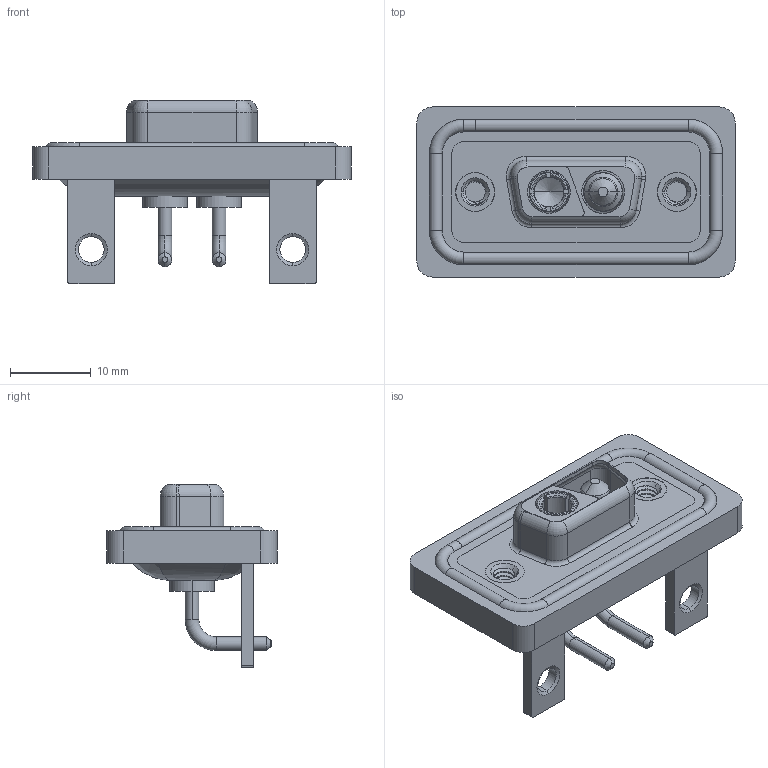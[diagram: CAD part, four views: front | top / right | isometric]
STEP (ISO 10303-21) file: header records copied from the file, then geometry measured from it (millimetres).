
FILE_DESCRIPTION (( 'STEP AP203' ), '1' );
FILE_NAME ('630W2WK2340-1NC.STEP', '2024-04-11T21:27:44', ( '' ), ( '' ), 'SwSTEP 2.0', 'SolidWorks 2023', '' );
FILE_SCHEMA (( 'CONFIG_CONTROL_DESIGN' ));
Length unit declared in the file: millimetre
Products named in the file (9): 630Combo Threaded Rivet_A; 630Combo Shell Front_09 Contacts; 630Combo Housing_2WK2; Power Pin_10A RA; 630Combo Shell Rear_09 Contacts; 630Combo Stabilizer Bracket_50 Contacts; 630W2WK2340-1NC; 630Combo Waterproof Housing_09 Contacts; Power Socket_10A RA
Assembly tree (10 placements, depth 2):
  630W2WK2340-1NC
    630Combo Housing_2WK2
    630Combo Shell Front_09 Contacts
    630Combo Shell Rear_09 Contacts
    630Combo Threaded Rivet_A  x2
    630Combo Stabilizer Bracket_50 Contacts  x2
    Power Socket_10A RA
    Power Pin_10A RA
    630Combo Waterproof Housing_09 Contacts
Bounding box: 39.5 x 21.1 x 22.8 mm (x, y, z)
Volume: 4950.1 mm3; surface area: 8131.1 mm2
Topology: 13 solids, 13 shells, 550 faces, 1364 edges, 857 vertices
Faces by surface type: cylinder 257, plane 164, torus 81, cone 36, bspline 12
Entity records: 17674 total; most frequent: CARTESIAN_POINT 4761, DIRECTION 2635, ORIENTED_EDGE 2432, EDGE_CURVE 1216, AXIS2_PLACEMENT_3D 1054, VERTEX_POINT 767, CIRCLE 554, EDGE_LOOP 545
